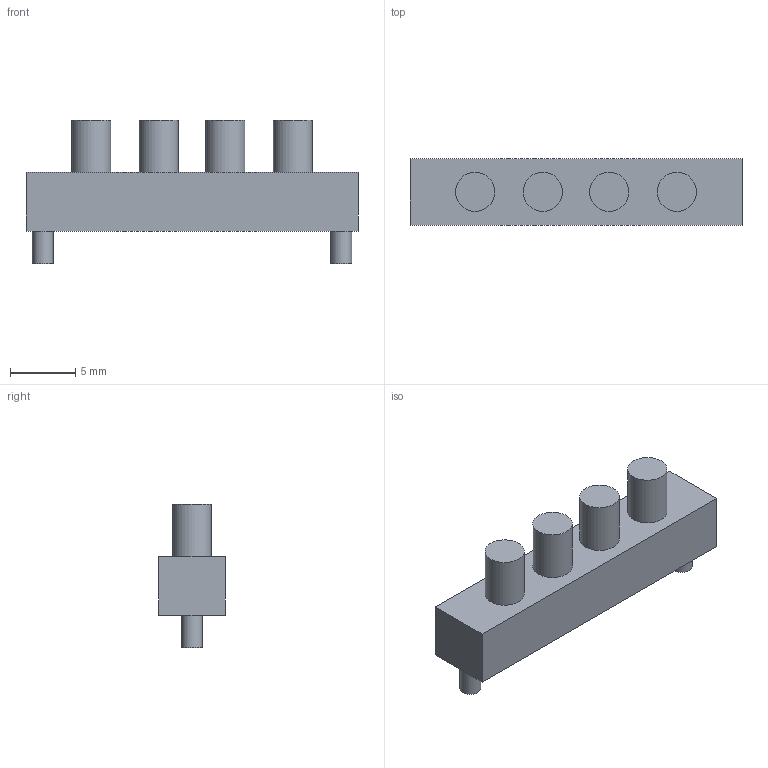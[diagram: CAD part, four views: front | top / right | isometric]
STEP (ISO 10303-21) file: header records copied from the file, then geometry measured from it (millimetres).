
FILE_DESCRIPTION( ( '' ), ' ' );
FILE_NAME( '5e97c06a77d7bf13f8874aed.step', '2020-04-16T02:18:18', ( '' ), ( '' ), ' ', ' ', ' ' );
FILE_SCHEMA( ( 'AUTOMOTIVE_DESIGN { 1 0 10303 214 1 1 1 1 }' ) );
Length unit declared in the file: metre
Products named in the file (1): Part 1
Bounding box: 25.4 x 5.08 x 11 mm (x, y, z)
Volume: 703.8 mm3; surface area: 708.3 mm2
Topology: 1 solids, 1 shells, 18 faces, 35 edges, 25 vertices
Faces by surface type: plane 12, cylinder 6
Full cylindrical faces by diameter (mm): 1.6 x2, 3 x4
Entity records: 556 total; most frequent: DIRECTION 74, CARTESIAN_POINT 63, ORIENTED_EDGE 48, AXIS2_PLACEMENT_3D 31, EDGE_LOOP 30, FACE_OUTER_BOUND 24, EDGE_CURVE 24, VERTEX_POINT 20
